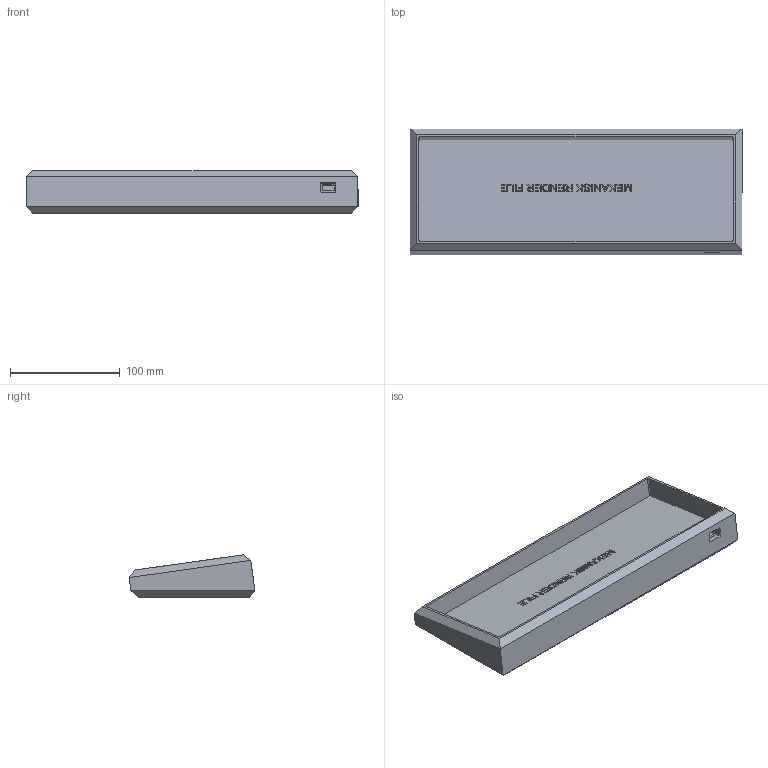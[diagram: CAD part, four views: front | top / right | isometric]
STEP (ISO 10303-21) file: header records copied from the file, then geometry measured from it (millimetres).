
FILE_DESCRIPTION(/* description */ (''),/* implementation_level */ '2;1');
FILE_NAME(/* name */ 'Fjell_R4_render_file.step',/* time_stamp */ '2020-01-31T16:42:16+01:00',/* author */ (''),/* organization */ (''),/* preprocessor_version */ 'ST-DEVELOPER v18',/* originating_system */ 'Autodesk Translation Framework v8.12.0.6',/* authorisation */ '');
FILE_SCHEMA (('AUTOMOTIVE_DESIGN { 1 0 10303 214 3 1 1 }'));
Length unit declared in the file: millimetre
Products named in the file (2): Fjell_R4_render_file; ProductionCase2019
Assembly tree (1 placements, depth 2):
  Fjell_R4_render_file
    ProductionCase2019
Bounding box: 303.2 x 115 x 38.64 mm (x, y, z)
Volume: 545690.7 mm3; surface area: 104031.8 mm2
Topology: 1 solids, 1 shells, 324 faces, 889 edges, 594 vertices
Faces by surface type: plane 223, bspline 85, cylinder 16
Full cylindrical faces by diameter (mm): 8 x4
Entity records: 11008 total; most frequent: CARTESIAN_POINT 3255, ORIENTED_EDGE 1778, DIRECTION 1243, EDGE_CURVE 889, LINE 679, VECTOR 679, VERTEX_POINT 594, EDGE_LOOP 353
